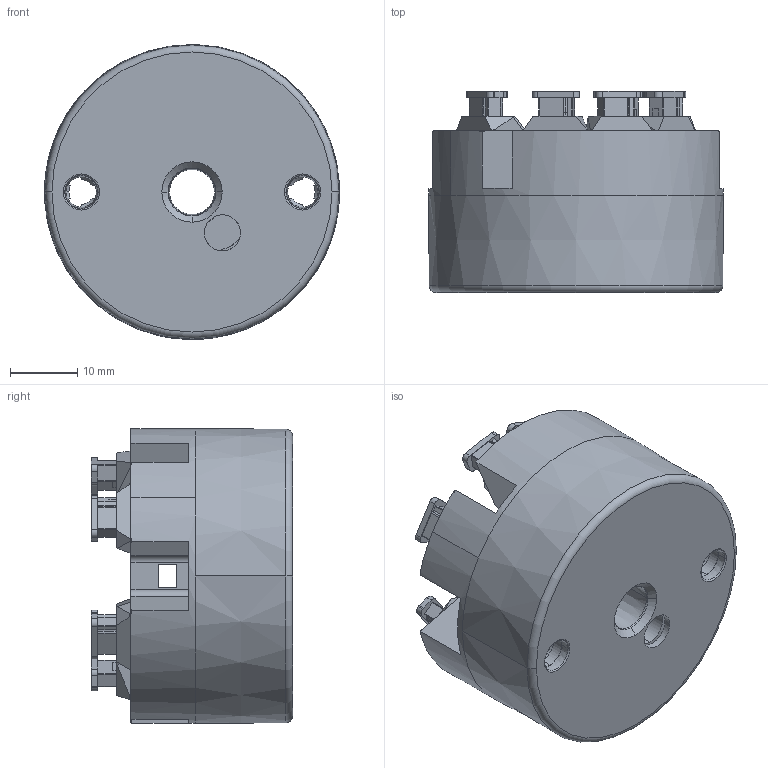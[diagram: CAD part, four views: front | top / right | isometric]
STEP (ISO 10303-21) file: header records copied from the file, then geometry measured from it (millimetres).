
FILE_DESCRIPTION (( 'STEP AP214' ), '1' );
FILE_NAME ('TMT36-13C0_101.STEP', '2025-03-27T15:40:04', ( '' ), ( '' ), 'SwSTEP 2.0', 'SolidWorks 2021', '' );
FILE_SCHEMA (( 'AUTOMOTIVE_DESIGN' ));
Length unit declared in the file: inch
Products named in the file (1): TMT36-13C0_101
Bounding box: 44 x 29.99 x 43.99 mm (x, y, z)
Volume: 30021.4 mm3; surface area: 15198.5 mm2
Topology: 1 solids, 15 shells, 1153 faces, 3158 edges, 2082 vertices
Faces by surface type: plane 610, cylinder 299, bspline 160, cone 58, torus 26
Entity records: 45353 total; most frequent: CARTESIAN_POINT 17278, ORIENTED_EDGE 6316, DIRECTION 5166, EDGE_CURVE 3158, VERTEX_POINT 2082, VECTOR 1852, LINE 1852, AXIS2_PLACEMENT_3D 1657
